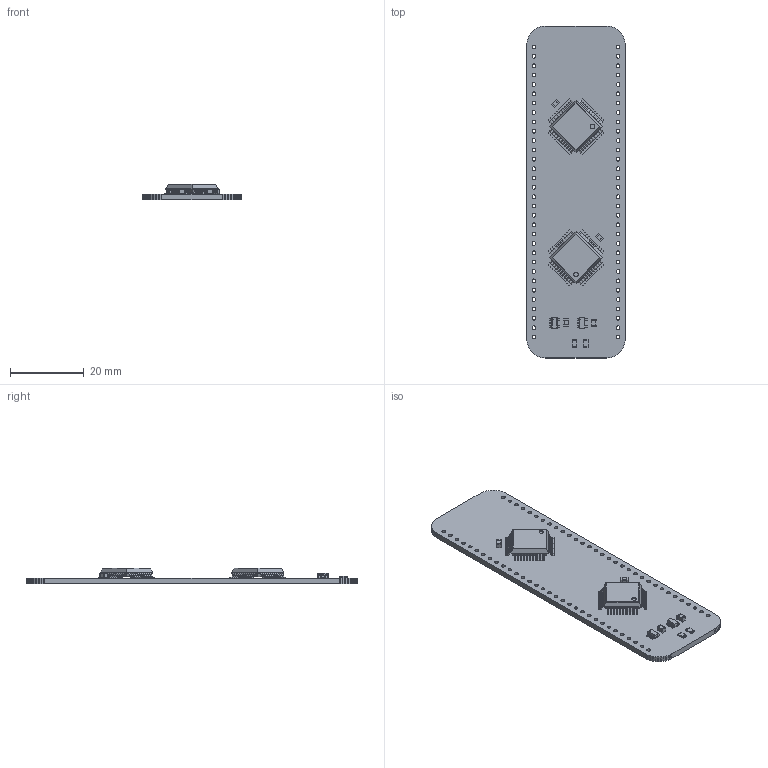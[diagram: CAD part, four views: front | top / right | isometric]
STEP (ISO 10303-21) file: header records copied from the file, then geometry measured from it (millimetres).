
FILE_DESCRIPTION(('KiCad electronic assembly'),'2;1');
FILE_NAME('VIA Breakout.step','2023-10-28T06:51:16',('Pcbnew'),('Kicad') ,'Open CASCADE STEP processor 7.6','KiCad to STEP converter','Unknown' );
FILE_SCHEMA(('AUTOMOTIVE_DESIGN { 1 0 10303 214 1 1 1 1 }'));
Length unit declared in the file: millimetre
Products named in the file (10): VIA Breakout 1; C_0805_2012Metric; SOLID; W65C22S6TQG-14; COMPOUND; R_0805_2012Metric; M74VHC1G126DTT1G; VIA Breakout PCB
Assembly tree (15 placements, depth 3):
  VIA Breakout 1
    C_0805_2012Metric  x4
      SOLID
    W65C22S6TQG-14  x2
      COMPOUND
    R_0805_2012Metric  x2
      SOLID
    M74VHC1G126DTT1G  x2
      COMPOUND
    VIA Breakout PCB
Bounding box: 26.67 x 90.17 x 4.33 mm (x, y, z)
Volume: 4152.8 mm3; surface area: 6164.9 mm2
Topology: 109 solids, 109 shells, 1676 faces, 4266 edges, 2820 vertices
Faces by surface type: plane 1218, cylinder 458
Full cylindrical faces by diameter (mm): 0.188 x2, 1 x64, 1.25 x2
Entity records: 58053 total; most frequent: CARTESIAN_POINT 11238, DIRECTION 8762, LINE 5833, VECTOR 5833, ORIENTED_EDGE 4542, PCURVE 4542, DEFINITIONAL_REPRESENTATION 4542, EDGE_CURVE 2271
